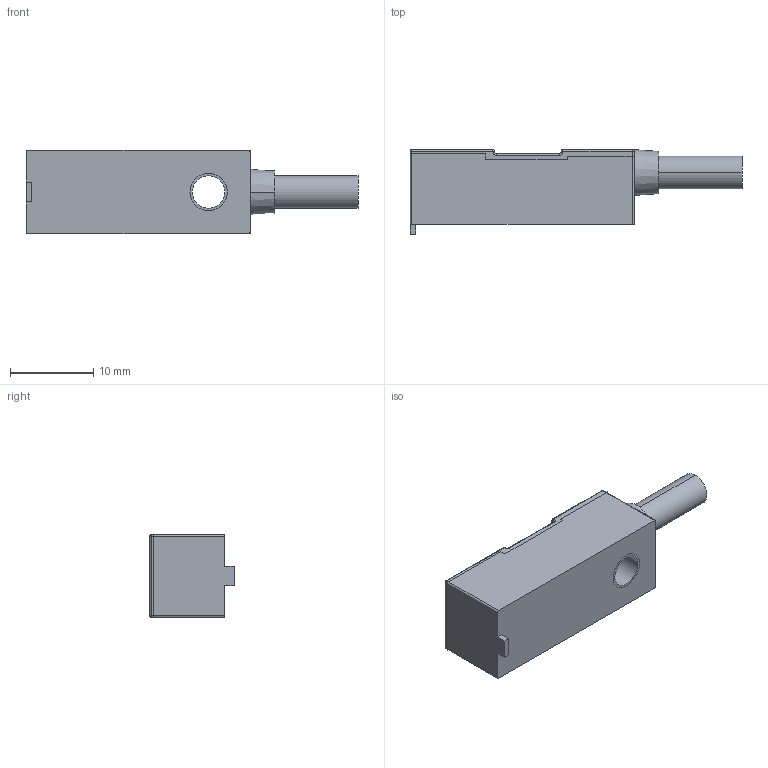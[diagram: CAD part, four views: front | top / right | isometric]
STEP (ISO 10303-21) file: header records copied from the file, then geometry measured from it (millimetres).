
FILE_DESCRIPTION((''),'2;1');
FILE_NAME('CAD-0697A_NEU','2021-11-04T13:53:49',('creinig-se'),(''),'CREO PARAMETRIC BY PTC INC, 2019292','CREO PARAMETRIC BY PTC INC, 2019292','');
FILE_SCHEMA(('CONFIG_CONTROL_DESIGN','SHAPE_APPEARANCE_LAYERS_GROUPS'));
Length unit declared in the file: millimetre
Products named in the file (1): CAD-0697A_NEU
Bounding box: 40 x 10.2 x 10 mm (x, y, z)
Volume: 2461.6 mm3; surface area: 2198.7 mm2
Topology: 1 solids, 3 shells, 85 faces, 280 edges, 213 vertices
Faces by surface type: cylinder 31, plane 28, cone 10, sphere 8, bspline 4, torus 4
Entity records: 4056 total; most frequent: CARTESIAN_POINT 662, DIRECTION 537, ORIENTED_EDGE 410, PRESENTATION_STYLE_ASSIGNMENT 288, STYLED_ITEM 285, CURVE_STYLE 282, EDGE_CURVE 219, AXIS2_PLACEMENT_3D 187
